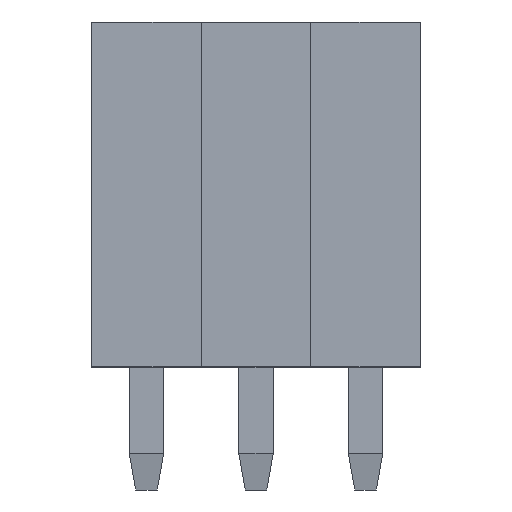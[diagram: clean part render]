
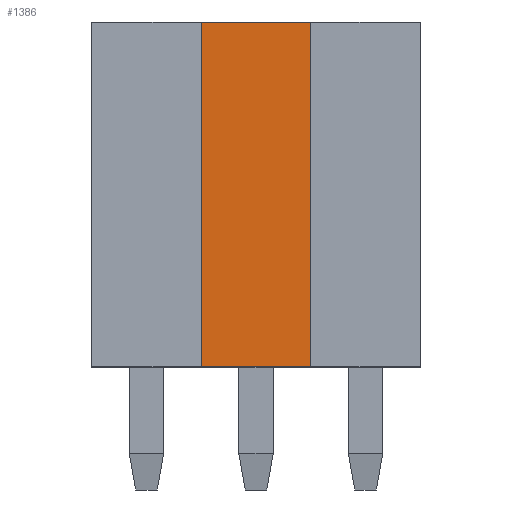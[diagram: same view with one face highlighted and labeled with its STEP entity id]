
A CAD part, top view. The second image highlights one B-rep face of the part: STEP entity #1386.
In plain terms, the highlighted planar face has unit normal (0, 0, 1).
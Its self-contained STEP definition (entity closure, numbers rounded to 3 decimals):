
#72=FACE_OUTER_BOUND('',#161,.T.);
#161=EDGE_LOOP('',(#1075,#1076,#1077,#1078));
#277=LINE('',#2038,#463);
#304=LINE('',#2094,#490);
#305=LINE('',#2095,#491);
#306=LINE('',#2096,#492);
#463=VECTOR('',#1661,10.);
#490=VECTOR('',#1714,10.);
#491=VECTOR('',#1715,10.);
#492=VECTOR('',#1716,10.);
#621=VERTEX_POINT('',#2031);
#624=VERTEX_POINT('',#2036);
#639=VERTEX_POINT('',#2092);
#640=VERTEX_POINT('',#2093);
#763=EDGE_CURVE('',#624,#621,#277,.T.);
#790=EDGE_CURVE('',#639,#640,#304,.T.);
#791=EDGE_CURVE('',#640,#621,#305,.T.);
#792=EDGE_CURVE('',#639,#624,#306,.T.);
#1075=ORIENTED_EDGE('',*,*,#790,.T.);
#1076=ORIENTED_EDGE('',*,*,#791,.T.);
#1077=ORIENTED_EDGE('',*,*,#763,.F.);
#1078=ORIENTED_EDGE('',*,*,#792,.F.);
#1299=PLANE('',#1480);
#1386=ADVANCED_FACE('',(#72),#1299,.T.);
#1480=AXIS2_PLACEMENT_3D('',#2091,#1712,#1713);
#1661=DIRECTION('',(1.,0.,0.));
#1712=DIRECTION('center_axis',(0.,0.,1.));
#1713=DIRECTION('ref_axis',(1.,0.,0.));
#1714=DIRECTION('',(1.,0.,0.));
#1715=DIRECTION('',(0.,1.,0.));
#1716=DIRECTION('',(0.,1.,0.));
#2031=CARTESIAN_POINT('',(3.81,8.,1.25));
#2036=CARTESIAN_POINT('',(1.27,8.,1.25));
#2038=CARTESIAN_POINT('',(1.27,8.,1.25));
#2091=CARTESIAN_POINT('Origin',(1.27,0.,1.25));
#2092=CARTESIAN_POINT('',(1.27,0.,1.25));
#2093=CARTESIAN_POINT('',(3.81,0.,1.25));
#2094=CARTESIAN_POINT('',(1.27,0.,1.25));
#2095=CARTESIAN_POINT('',(3.81,0.,1.25));
#2096=CARTESIAN_POINT('',(1.27,0.,1.25));
